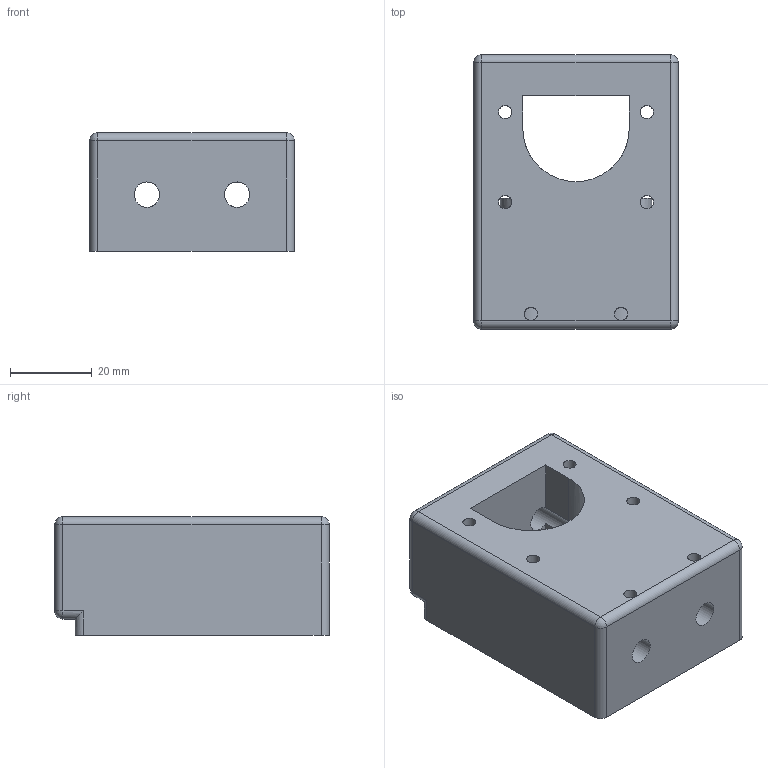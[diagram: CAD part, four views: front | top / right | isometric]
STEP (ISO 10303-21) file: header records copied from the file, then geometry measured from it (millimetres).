
FILE_DESCRIPTION(/* description */ (''),/* implementation_level */ '2;1');
FILE_NAME(/* name */ 'uMule-uchwyt_dx_gra-x2.stp',/* time_stamp */ '2024-10-29T19:14:27+01:00',/* author */ ('owozn'),/* organization */ (''),/* preprocessor_version */ 'ST-DEVELOPER v20',/* originating_system */ 'Autodesk Inventor 2024',/* authorisation */ '');
FILE_SCHEMA (('AUTOMOTIVE_DESIGN { 1 0 10303 214 3 1 1 }'));
Length unit declared in the file: millimetre
Products named in the file (1): uMule-uchwyt_dx_góra
Bounding box: 50 x 67 x 29 mm (x, y, z)
Volume: 72940 mm3; surface area: 17843.2 mm2
Topology: 1 solids, 1 shells, 55 faces, 170 edges, 143 vertices
Faces by surface type: cylinder 30, plane 19, sphere 6
Full cylindrical faces by diameter (mm): 3.2 x8, 6.2 x2
Entity records: 2154 total; most frequent: CARTESIAN_POINT 604, DIRECTION 317, ORIENTED_EDGE 274, EDGE_CURVE 137, AXIS2_PLACEMENT_3D 121, VERTEX_POINT 86, EDGE_LOOP 75, LINE 75
